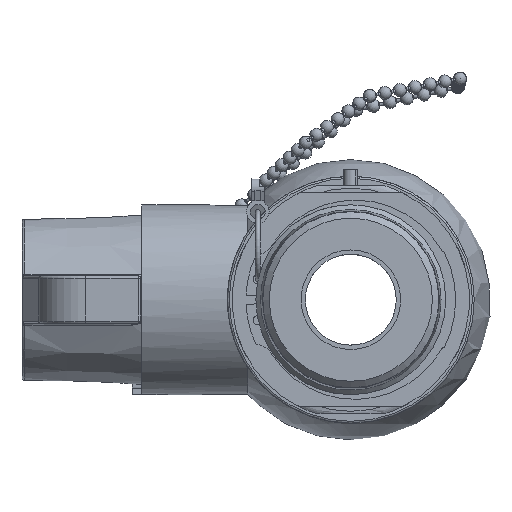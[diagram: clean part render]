
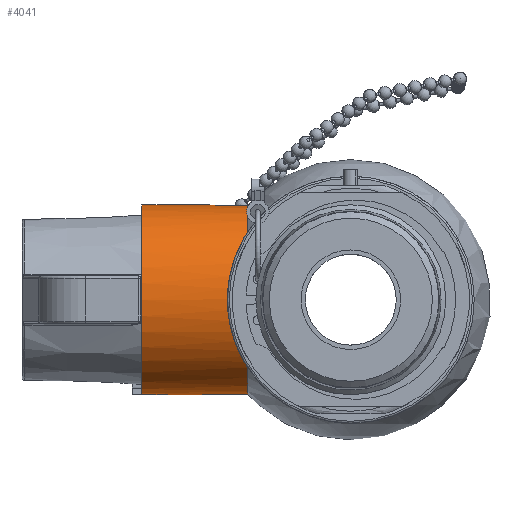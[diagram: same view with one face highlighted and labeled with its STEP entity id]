
A CAD part, left-side view. The second image highlights one B-rep face of the part: STEP entity #4041.
In plain terms, the highlighted cylindrical face has radius 25.4 mm (diameter 50.8 mm), a full revolution.
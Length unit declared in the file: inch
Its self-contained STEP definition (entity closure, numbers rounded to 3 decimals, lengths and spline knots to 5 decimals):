
#538=FACE_OUTER_BOUND('',#784,.T.);
#784=EDGE_LOOP('',(#3106,#3107,#3108,#3109,#3110,#3111,#3112,#3113,#3114,
#3115,#3116,#3117,#3118,#3119,#3120));
#1060=CIRCLE('',#4551,1.);
#1061=CIRCLE('',#4552,1.);
#1062=CIRCLE('',#4553,1.);
#1063=CIRCLE('',#4554,1.);
#1300=LINE('',#7646,#1525);
#1301=LINE('',#7650,#1526);
#1302=LINE('',#7653,#1527);
#1525=VECTOR('',#5281,1.);
#1526=VECTOR('',#5284,0.3937);
#1527=VECTOR('',#5287,0.3937);
#1752=B_SPLINE_CURVE_WITH_KNOTS('',3,(#7584,#7585,#7586,#7587,#7588,#7589),
 .UNSPECIFIED.,.F.,.F.,(4,2,4),(10.16924,10.19714,10.40557),
 .UNSPECIFIED.);
#1753=B_SPLINE_CURVE_WITH_KNOTS('',3,(#7593,#7594,#7595,#7596,#7597,#7598),
 .UNSPECIFIED.,.F.,.F.,(4,2,4),(5.86961,6.07804,6.10593),
 .UNSPECIFIED.);
#1754=B_SPLINE_CURVE_WITH_KNOTS('',3,(#7600,#7601,#7602,#7603,#7604,#7605,
#7606,#7607,#7608,#7609,#7610,#7611,#7612,#7613,#7614,#7615,#7616,#7617),
 .UNSPECIFIED.,.F.,.F.,(4,2,2,2,2,2,2,2,4),(2.26798,2.56186,
3.06417,3.56648,4.06879,4.57111,5.07342,
5.57573,5.86961),.UNSPECIFIED.);
#1755=B_SPLINE_CURVE_WITH_KNOTS('',3,(#7619,#7620,#7621,#7622,#7623,#7624),
 .UNSPECIFIED.,.F.,.F.,(4,2,4),(2.03165,2.05955,2.26798),
 .UNSPECIFIED.);
#1756=B_SPLINE_CURVE_WITH_KNOTS('',3,(#7628,#7629,#7630,#7631,#7632,#7633),
 .UNSPECIFIED.,.F.,.F.,(4,2,4),(14.0072,14.21563,14.24352),
 .UNSPECIFIED.);
#1757=B_SPLINE_CURVE_WITH_KNOTS('',3,(#7635,#7636,#7637,#7638,#7639,#7640,
#7641,#7642,#7643,#7644),.UNSPECIFIED.,.F.,.F.,(4,2,2,2,4),(12.20638,
12.70869,13.211,13.71332,14.0072),
 .UNSPECIFIED.);
#1758=B_SPLINE_CURVE_WITH_KNOTS('',3,(#7654,#7655,#7656,#7657,#7658,#7659,
#7660,#7661,#7662,#7663),.UNSPECIFIED.,.F.,.F.,(4,2,2,2,4),(10.40557,
10.69945,11.20176,11.70407,12.20638),
 .UNSPECIFIED.);
#1891=VERTEX_POINT('',#7582);
#1892=VERTEX_POINT('',#7583);
#1893=VERTEX_POINT('',#7590);
#1894=VERTEX_POINT('',#7592);
#1895=VERTEX_POINT('',#7599);
#1896=VERTEX_POINT('',#7618);
#1897=VERTEX_POINT('',#7625);
#1898=VERTEX_POINT('',#7627);
#1899=VERTEX_POINT('',#7634);
#1900=VERTEX_POINT('',#7645);
#1901=VERTEX_POINT('',#7647);
#1902=VERTEX_POINT('',#7649);
#1903=VERTEX_POINT('',#7651);
#2339=EDGE_CURVE('',#1891,#1892,#1752,.T.);
#2340=EDGE_CURVE('',#1893,#1891,#1060,.T.);
#2341=EDGE_CURVE('',#1894,#1893,#1753,.T.);
#2342=EDGE_CURVE('',#1895,#1894,#1754,.T.);
#2343=EDGE_CURVE('',#1896,#1895,#1755,.T.);
#2344=EDGE_CURVE('',#1897,#1896,#1061,.T.);
#2345=EDGE_CURVE('',#1898,#1897,#1756,.T.);
#2346=EDGE_CURVE('',#1899,#1898,#1757,.T.);
#2347=EDGE_CURVE('',#1899,#1900,#1300,.T.);
#2348=EDGE_CURVE('',#1900,#1901,#1062,.T.);
#2349=EDGE_CURVE('',#1901,#1902,#1301,.T.);
#2350=EDGE_CURVE('',#1902,#1903,#1063,.T.);
#2351=EDGE_CURVE('',#1900,#1903,#1302,.T.);
#2352=EDGE_CURVE('',#1892,#1899,#1758,.T.);
#3106=ORIENTED_EDGE('',*,*,#2339,.F.);
#3107=ORIENTED_EDGE('',*,*,#2340,.F.);
#3108=ORIENTED_EDGE('',*,*,#2341,.F.);
#3109=ORIENTED_EDGE('',*,*,#2342,.F.);
#3110=ORIENTED_EDGE('',*,*,#2343,.F.);
#3111=ORIENTED_EDGE('',*,*,#2344,.F.);
#3112=ORIENTED_EDGE('',*,*,#2345,.F.);
#3113=ORIENTED_EDGE('',*,*,#2346,.F.);
#3114=ORIENTED_EDGE('',*,*,#2347,.T.);
#3115=ORIENTED_EDGE('',*,*,#2348,.T.);
#3116=ORIENTED_EDGE('',*,*,#2349,.T.);
#3117=ORIENTED_EDGE('',*,*,#2350,.T.);
#3118=ORIENTED_EDGE('',*,*,#2351,.F.);
#3119=ORIENTED_EDGE('',*,*,#2347,.F.);
#3120=ORIENTED_EDGE('',*,*,#2352,.F.);
#3901=CYLINDRICAL_SURFACE('',#4550,1.);
#4041=ADVANCED_FACE('',(#538),#3901,.T.);
#4550=AXIS2_PLACEMENT_3D('',#7581,#5275,#5276);
#4551=AXIS2_PLACEMENT_3D('',#7591,#5277,#5278);
#4552=AXIS2_PLACEMENT_3D('',#7626,#5279,#5280);
#4553=AXIS2_PLACEMENT_3D('',#7648,#5282,#5283);
#4554=AXIS2_PLACEMENT_3D('',#7652,#5285,#5286);
#5275=DIRECTION('center_axis',(0.,-1.,0.));
#5276=DIRECTION('ref_axis',(-1.,0.,0.));
#5277=DIRECTION('center_axis',(0.,-1.,0.));
#5278=DIRECTION('ref_axis',(-1.,0.,0.));
#5279=DIRECTION('center_axis',(0.,-1.,0.));
#5280=DIRECTION('ref_axis',(-1.,0.,0.));
#5281=DIRECTION('',(0.,1.,0.));
#5282=DIRECTION('center_axis',(0.,-1.,0.));
#5283=DIRECTION('ref_axis',(-1.,0.,0.));
#5284=DIRECTION('',(0.,1.,0.));
#5285=DIRECTION('center_axis',(0.,-1.,0.));
#5286=DIRECTION('ref_axis',(1.,0.,0.));
#5287=DIRECTION('',(0.,1.,0.));
#7581=CARTESIAN_POINT('Origin',(0.,2.2,0.));
#7582=CARTESIAN_POINT('',(0.7,1.08628,-0.71414));
#7583=CARTESIAN_POINT('',(0.7587,1.125,-0.65144));
#7584=CARTESIAN_POINT('Ctrl Pts',(0.7,1.08628,-0.71414));
#7585=CARTESIAN_POINT('Ctrl Pts',(0.70238,1.08781,-0.71181));
#7586=CARTESIAN_POINT('Ctrl Pts',(0.70475,1.08935,-0.70946));
#7587=CARTESIAN_POINT('Ctrl Pts',(0.72469,1.10227,-0.68952));
#7588=CARTESIAN_POINT('Ctrl Pts',(0.74195,1.1137,-0.67095));
#7589=CARTESIAN_POINT('Ctrl Pts',(0.7587,1.125,-0.65144));
#7590=CARTESIAN_POINT('',(-0.7,1.08628,-0.71414));
#7591=CARTESIAN_POINT('Origin',(0.,1.08628,0.));
#7592=CARTESIAN_POINT('',(-0.7587,1.125,-0.65144));
#7593=CARTESIAN_POINT('Ctrl Pts',(-0.7587,1.125,-0.65144));
#7594=CARTESIAN_POINT('Ctrl Pts',(-0.74195,1.1137,-0.67095));
#7595=CARTESIAN_POINT('Ctrl Pts',(-0.72469,1.10227,-0.68952));
#7596=CARTESIAN_POINT('Ctrl Pts',(-0.70475,1.08935,-0.70946));
#7597=CARTESIAN_POINT('Ctrl Pts',(-0.70238,1.08781,-0.71181));
#7598=CARTESIAN_POINT('Ctrl Pts',(-0.7,1.08628,-0.71414));
#7599=CARTESIAN_POINT('',(-0.7587,1.125,0.65144));
#7600=CARTESIAN_POINT('Ctrl Pts',(-0.7587,1.125,0.65144));
#7601=CARTESIAN_POINT('Ctrl Pts',(-0.78232,1.14093,0.62393));
#7602=CARTESIAN_POINT('Ctrl Pts',(-0.80494,1.15659,0.59455));
#7603=CARTESIAN_POINT('Ctrl Pts',(-0.86231,1.19704,0.51044));
#7604=CARTESIAN_POINT('Ctrl Pts',(-0.89425,1.2204,0.45248));
#7605=CARTESIAN_POINT('Ctrl Pts',(-0.94635,1.25908,0.32992));
#7606=CARTESIAN_POINT('Ctrl Pts',(-0.96655,1.27442,0.26518));
#7607=CARTESIAN_POINT('Ctrl Pts',(-0.99338,1.29488,0.13318));
#7608=CARTESIAN_POINT('Ctrl Pts',(-1.,1.3,0.06592));
#7609=CARTESIAN_POINT('Ctrl Pts',(-1.,1.3,-0.06592));
#7610=CARTESIAN_POINT('Ctrl Pts',(-0.99338,1.29488,-0.13318));
#7611=CARTESIAN_POINT('Ctrl Pts',(-0.96655,1.27442,-0.26518));
#7612=CARTESIAN_POINT('Ctrl Pts',(-0.94635,1.25908,-0.32992));
#7613=CARTESIAN_POINT('Ctrl Pts',(-0.89425,1.2204,-0.45248));
#7614=CARTESIAN_POINT('Ctrl Pts',(-0.86231,1.19704,-0.51044));
#7615=CARTESIAN_POINT('Ctrl Pts',(-0.80494,1.15659,-0.59455));
#7616=CARTESIAN_POINT('Ctrl Pts',(-0.78232,1.14093,-0.62393));
#7617=CARTESIAN_POINT('Ctrl Pts',(-0.7587,1.125,-0.65144));
#7618=CARTESIAN_POINT('',(-0.7,1.08628,0.71414));
#7619=CARTESIAN_POINT('Ctrl Pts',(-0.7,1.08628,0.71414));
#7620=CARTESIAN_POINT('Ctrl Pts',(-0.70238,1.08781,0.71181));
#7621=CARTESIAN_POINT('Ctrl Pts',(-0.70475,1.08935,0.70946));
#7622=CARTESIAN_POINT('Ctrl Pts',(-0.72469,1.10227,0.68952));
#7623=CARTESIAN_POINT('Ctrl Pts',(-0.74195,1.1137,0.67095));
#7624=CARTESIAN_POINT('Ctrl Pts',(-0.7587,1.125,0.65144));
#7625=CARTESIAN_POINT('',(0.7,1.08628,0.71414));
#7626=CARTESIAN_POINT('Origin',(0.,1.08628,0.));
#7627=CARTESIAN_POINT('',(0.7587,1.125,0.65144));
#7628=CARTESIAN_POINT('Ctrl Pts',(0.7587,1.125,0.65144));
#7629=CARTESIAN_POINT('Ctrl Pts',(0.74195,1.1137,0.67095));
#7630=CARTESIAN_POINT('Ctrl Pts',(0.72469,1.10227,0.68952));
#7631=CARTESIAN_POINT('Ctrl Pts',(0.70475,1.08935,0.70946));
#7632=CARTESIAN_POINT('Ctrl Pts',(0.70238,1.08781,0.71181));
#7633=CARTESIAN_POINT('Ctrl Pts',(0.7,1.08628,0.71414));
#7634=CARTESIAN_POINT('',(1.,1.3,0.));
#7635=CARTESIAN_POINT('Ctrl Pts',(1.,1.3,0.));
#7636=CARTESIAN_POINT('Ctrl Pts',(1.,1.3,0.06592));
#7637=CARTESIAN_POINT('Ctrl Pts',(0.99338,1.29488,0.13318));
#7638=CARTESIAN_POINT('Ctrl Pts',(0.96655,1.27442,0.26518));
#7639=CARTESIAN_POINT('Ctrl Pts',(0.94635,1.25908,0.32992));
#7640=CARTESIAN_POINT('Ctrl Pts',(0.89425,1.2204,0.45248));
#7641=CARTESIAN_POINT('Ctrl Pts',(0.86231,1.19704,0.51044));
#7642=CARTESIAN_POINT('Ctrl Pts',(0.80494,1.15659,0.59455));
#7643=CARTESIAN_POINT('Ctrl Pts',(0.78232,1.14093,0.62393));
#7644=CARTESIAN_POINT('Ctrl Pts',(0.7587,1.125,0.65144));
#7645=CARTESIAN_POINT('',(1.,2.2,0.));
#7646=CARTESIAN_POINT('',(1.,2.2,0.));
#7647=CARTESIAN_POINT('',(0.,2.2,-1.));
#7648=CARTESIAN_POINT('Origin',(0.,2.2,0.));
#7649=CARTESIAN_POINT('',(0.,2.3,-1.));
#7650=CARTESIAN_POINT('',(0.,2.2,-1.));
#7651=CARTESIAN_POINT('',(1.,2.3,0.));
#7652=CARTESIAN_POINT('Origin',(0.,2.3,0.));
#7653=CARTESIAN_POINT('',(1.,2.2,0.));
#7654=CARTESIAN_POINT('Ctrl Pts',(0.7587,1.125,-0.65144));
#7655=CARTESIAN_POINT('Ctrl Pts',(0.78232,1.14093,-0.62393));
#7656=CARTESIAN_POINT('Ctrl Pts',(0.80494,1.15659,-0.59455));
#7657=CARTESIAN_POINT('Ctrl Pts',(0.86231,1.19704,-0.51044));
#7658=CARTESIAN_POINT('Ctrl Pts',(0.89425,1.2204,-0.45248));
#7659=CARTESIAN_POINT('Ctrl Pts',(0.94635,1.25908,-0.32992));
#7660=CARTESIAN_POINT('Ctrl Pts',(0.96655,1.27442,-0.26518));
#7661=CARTESIAN_POINT('Ctrl Pts',(0.99338,1.29488,-0.13318));
#7662=CARTESIAN_POINT('Ctrl Pts',(1.,1.3,-0.06592));
#7663=CARTESIAN_POINT('Ctrl Pts',(1.,1.3,0.));
